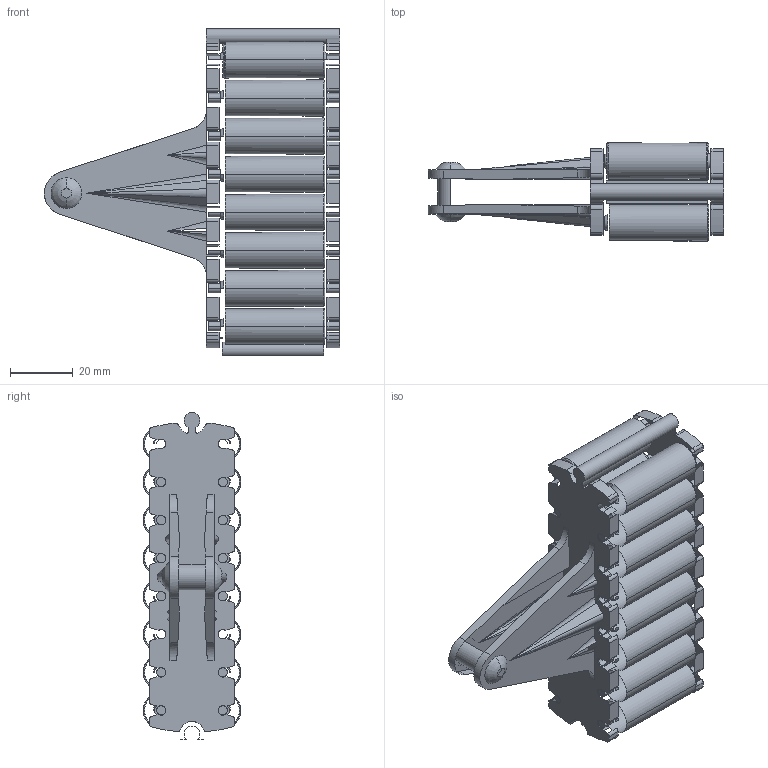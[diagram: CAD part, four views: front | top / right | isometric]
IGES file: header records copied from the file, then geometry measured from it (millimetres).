
Start section:  PTC IGES file: s0585603522.igs
Global section: file name: s0585603522.igs; native system: Pro/ENGINEER by Parametric Technology Corporation; preprocessor: 2005310; author: RCRU51; organization: Unknown; date: 090611.152433; units: millimetre
Bounding box: 93.78 x 31.1 x 103.95 mm (x, y, z)
Surface area: 31355.8 mm2 (no closed solid volume)
Topology: 0 solids, 0 shells, 321 faces, 1566 edges, 1550 vertices
Faces by surface type: revolution 205, bspline 116
